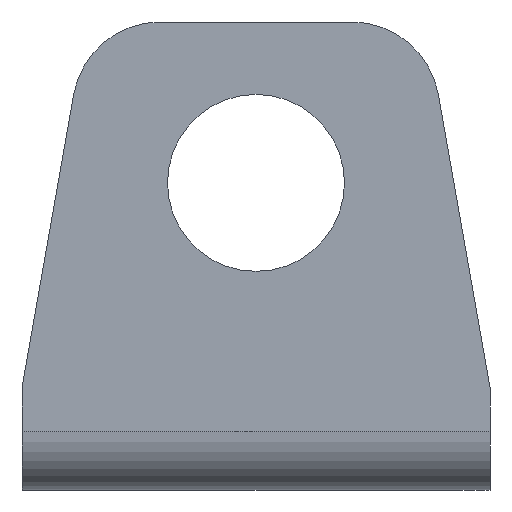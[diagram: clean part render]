
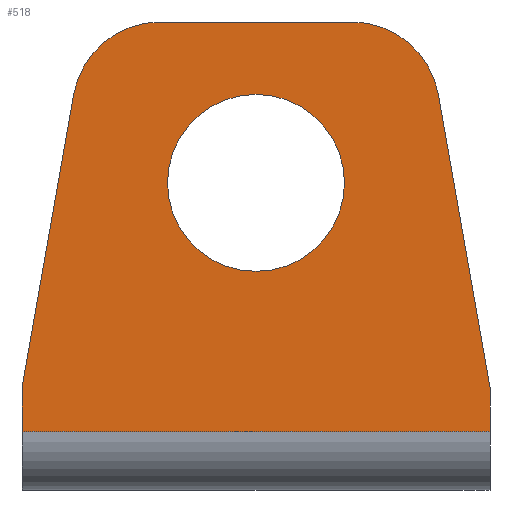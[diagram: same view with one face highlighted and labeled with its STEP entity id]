
A CAD part, front view. The second image highlights one B-rep face of the part: STEP entity #518.
In plain terms, the highlighted planar face has unit normal (0, -1, 0).
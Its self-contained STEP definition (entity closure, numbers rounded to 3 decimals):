
#36=CIRCLE('',#562,6.05);
#37=CIRCLE('',#563,6.);
#38=CIRCLE('',#564,6.);
#76=ORIENTED_EDGE('',*,*,#224,.F.);
#77=ORIENTED_EDGE('',*,*,#222,.F.);
#78=ORIENTED_EDGE('',*,*,#225,.T.);
#79=ORIENTED_EDGE('',*,*,#226,.F.);
#80=ORIENTED_EDGE('',*,*,#219,.T.);
#81=ORIENTED_EDGE('',*,*,#227,.F.);
#82=ORIENTED_EDGE('',*,*,#228,.F.);
#83=ORIENTED_EDGE('',*,*,#229,.T.);
#84=ORIENTED_EDGE('',*,*,#230,.T.);
#219=EDGE_CURVE('',#291,#293,#341,.T.);
#222=EDGE_CURVE('',#296,#297,#344,.T.);
#224=EDGE_CURVE('',#298,#298,#36,.F.);
#225=EDGE_CURVE('',#296,#299,#37,.F.);
#226=EDGE_CURVE('',#291,#299,#346,.T.);
#227=EDGE_CURVE('',#300,#293,#347,.T.);
#228=EDGE_CURVE('',#301,#300,#348,.T.);
#229=EDGE_CURVE('',#301,#302,#349,.T.);
#230=EDGE_CURVE('',#302,#297,#38,.F.);
#291=VERTEX_POINT('',#793);
#293=VERTEX_POINT('',#797);
#296=VERTEX_POINT('',#804);
#297=VERTEX_POINT('',#806);
#298=VERTEX_POINT('',#810);
#299=VERTEX_POINT('',#812);
#300=VERTEX_POINT('',#815);
#301=VERTEX_POINT('',#817);
#302=VERTEX_POINT('',#819);
#341=LINE('',#798,#383);
#344=LINE('',#805,#386);
#346=LINE('',#813,#388);
#347=LINE('',#814,#389);
#348=LINE('',#816,#390);
#349=LINE('',#818,#391);
#383=VECTOR('',#628,1000.);
#386=VECTOR('',#633,1000.);
#388=VECTOR('',#641,1000.);
#389=VECTOR('',#642,1000.);
#390=VECTOR('',#643,1000.);
#391=VECTOR('',#644,1000.);
#424=EDGE_LOOP('',(#76));
#425=EDGE_LOOP('',(#77,#78,#79,#80,#81,#82,#83,#84));
#464=FACE_BOUND('',#424,.T.);
#465=FACE_BOUND('',#425,.T.);
#504=PLANE('',#561);
#518=ADVANCED_FACE('',(#464,#465),#504,.F.);
#561=AXIS2_PLACEMENT_3D('',#808,#635,#636);
#562=AXIS2_PLACEMENT_3D('',#809,#637,#638);
#563=AXIS2_PLACEMENT_3D('',#811,#639,#640);
#564=AXIS2_PLACEMENT_3D('',#820,#645,#646);
#628=DIRECTION('',(0.,0.,-1.));
#633=DIRECTION('',(1.,0.,0.));
#635=DIRECTION('',(0.,1.,0.));
#636=DIRECTION('',(0.,0.,1.));
#637=DIRECTION('',(0.,1.,0.));
#638=DIRECTION('',(0.,0.,1.));
#639=DIRECTION('',(0.,1.,0.));
#640=DIRECTION('',(0.,0.,1.));
#641=DIRECTION('',(0.174,0.,0.985));
#642=DIRECTION('',(-1.,0.,0.));
#643=DIRECTION('',(0.,0.,-1.));
#644=DIRECTION('',(-0.174,0.,0.985));
#645=DIRECTION('',(0.,1.,0.));
#646=DIRECTION('',(0.,0.,1.));
#793=CARTESIAN_POINT('',(-16.,0.,7.));
#797=CARTESIAN_POINT('',(-16.,0.,4.));
#798=CARTESIAN_POINT('',(-16.,0.,32.));
#804=CARTESIAN_POINT('',(-6.557,0.,32.));
#805=CARTESIAN_POINT('',(-17.5,0.,32.));
#806=CARTESIAN_POINT('',(6.557,0.,32.));
#808=CARTESIAN_POINT('',(0.,0.,0.));
#809=CARTESIAN_POINT('',(0.,0.,21.));
#810=CARTESIAN_POINT('',(0.,0.,27.05));
#811=CARTESIAN_POINT('',(-6.557,0.,26.));
#812=CARTESIAN_POINT('',(-12.466,0.,27.042));
#813=CARTESIAN_POINT('',(-16.715,0.,2.947));
#814=CARTESIAN_POINT('',(0.,0.,4.));
#815=CARTESIAN_POINT('',(16.,0.,4.));
#816=CARTESIAN_POINT('',(16.,0.,32.));
#817=CARTESIAN_POINT('',(16.,0.,7.));
#818=CARTESIAN_POINT('',(16.715,0.,2.947));
#819=CARTESIAN_POINT('',(12.466,0.,27.042));
#820=CARTESIAN_POINT('',(6.557,0.,26.));
